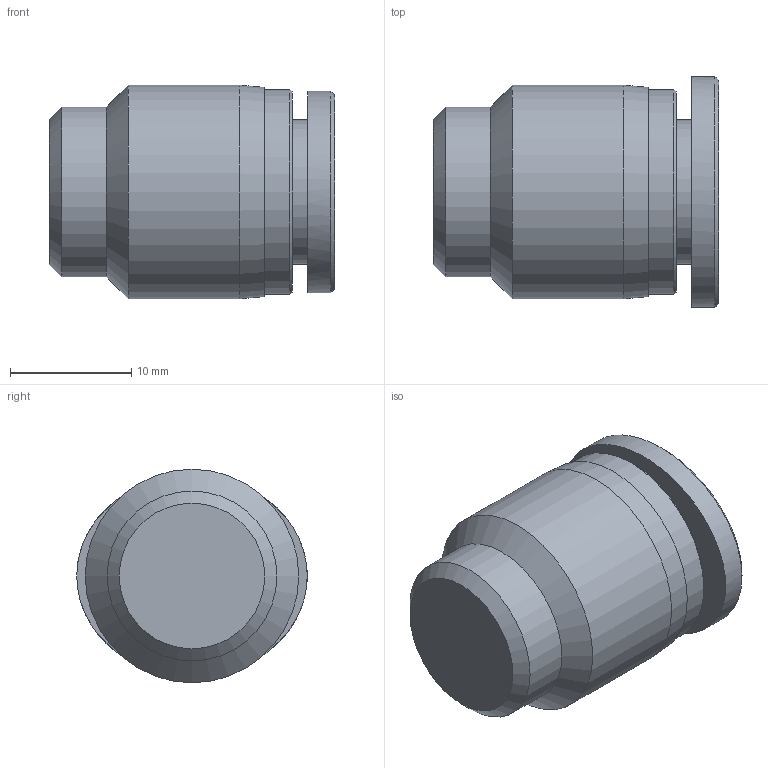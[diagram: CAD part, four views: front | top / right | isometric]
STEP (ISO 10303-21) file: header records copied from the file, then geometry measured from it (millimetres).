
FILE_DESCRIPTION((''),'2;1');
FILE_NAME('PPF 3_8.stp','2016-10-17T14:54:00',('Administrator'),(''),'Autodesk Inventor 2013','Autodesk Inventor 2013','');
FILE_SCHEMA(('CONFIG_CONTROL_DESIGN'));
Length unit declared in the file: millimetre
Products named in the file (3): PPF 3_8; NPF N3_8 BODY; SLEEVE N3_8L
Assembly tree (2 placements, depth 2):
  PPF 3_8
    NPF N3_8 BODY
    SLEEVE N3_8L
Bounding box: 23.5 x 19 x 17.6 mm (x, y, z)
Volume: 3404.7 mm3; surface area: 2800.1 mm2
Topology: 2 solids, 2 shells, 20 faces, 32 edges, 19 vertices
Faces by surface type: plane 7, cylinder 6, cone 5, bspline 2
Full cylindrical faces by diameter (mm): 9.75 x2, 11.9 x1, 14 x1, 16.9 x1, 17.6 x1
Entity records: 588 total; most frequent: CARTESIAN_POINT 180, DIRECTION 81, AXIS2_PLACEMENT_3D 40, ORIENTED_EDGE 40, EDGE_LOOP 37, EDGE_CURVE 20, FACE_OUTER_BOUND 20, ADVANCED_FACE 20
